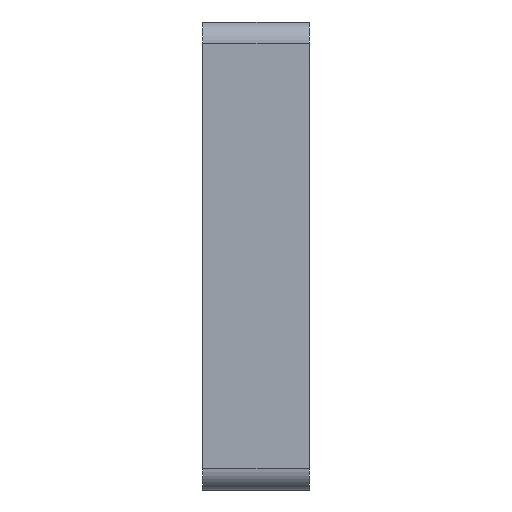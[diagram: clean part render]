
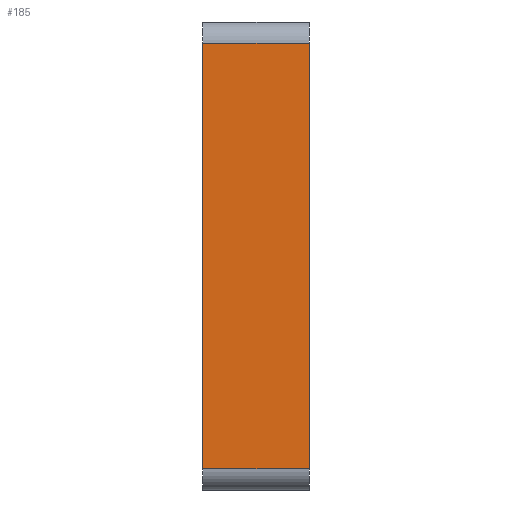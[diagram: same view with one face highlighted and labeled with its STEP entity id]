
A CAD part, left-side view. The second image highlights one B-rep face of the part: STEP entity #185.
In plain terms, the highlighted planar face has unit normal (-1, 0, 0).
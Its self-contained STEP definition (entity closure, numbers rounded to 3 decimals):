
#6 = VERTEX_POINT ( 'NONE', #853 ) ;
#32 = EDGE_CURVE ( 'NONE', #707, #6, #998, .T. ) ;
#40 = EDGE_LOOP ( 'NONE', ( #982, #188, #933, #49 ) ) ;
#49 = ORIENTED_EDGE ( 'NONE', *, *, #956, .T. ) ;
#132 = DIRECTION ( 'NONE',  ( 0., 0., -1. ) ) ;
#168 = CARTESIAN_POINT ( 'NONE',  ( -27.5, 0., -10. ) ) ;
#185 = ADVANCED_FACE ( 'NONE', ( #771 ), #377, .F. ) ;
#188 = ORIENTED_EDGE ( 'NONE', *, *, #973, .T. ) ;
#243 = CARTESIAN_POINT ( 'NONE',  ( -27.5, 5., 10. ) ) ;
#274 = DIRECTION ( 'NONE',  ( 0., 0., 1. ) ) ;
#303 = DIRECTION ( 'NONE',  ( 1., 0., 0. ) ) ;
#334 = LINE ( 'NONE', #644, #970 ) ;
#358 = CARTESIAN_POINT ( 'NONE',  ( -27.5, 5., 0. ) ) ;
#377 = PLANE ( 'NONE',  #738 ) ;
#511 = CARTESIAN_POINT ( 'NONE',  ( -27.5, 0., 0. ) ) ;
#550 = CARTESIAN_POINT ( 'NONE',  ( -27.5, 5., 0. ) ) ;
#569 = VERTEX_POINT ( 'NONE', #734 ) ;
#578 = EDGE_CURVE ( 'NONE', #569, #912, #934, .T. ) ;
#644 = CARTESIAN_POINT ( 'NONE',  ( -27.5, 5., 10. ) ) ;
#652 = VECTOR ( 'NONE', #847, 1000. ) ;
#658 = VECTOR ( 'NONE', #274, 1000. ) ;
#707 = VERTEX_POINT ( 'NONE', #809 ) ;
#732 = VECTOR ( 'NONE', #814, 1000. ) ;
#734 = CARTESIAN_POINT ( 'NONE',  ( -27.5, 5., -10. ) ) ;
#738 = AXIS2_PLACEMENT_3D ( 'NONE', #550, #303, #132 ) ;
#771 = FACE_OUTER_BOUND ( 'NONE', #40, .T. ) ;
#809 = CARTESIAN_POINT ( 'NONE',  ( -27.5, 0., -10. ) ) ;
#814 = DIRECTION ( 'NONE',  ( 0., -1., 0. ) ) ;
#847 = DIRECTION ( 'NONE',  ( 0., 0., 1. ) ) ;
#853 = CARTESIAN_POINT ( 'NONE',  ( -27.5, 0., 10. ) ) ;
#897 = LINE ( 'NONE', #168, #732 ) ;
#904 = DIRECTION ( 'NONE',  ( 0., 1., 0. ) ) ;
#912 = VERTEX_POINT ( 'NONE', #243 ) ;
#933 = ORIENTED_EDGE ( 'NONE', *, *, #578, .F. ) ;
#934 = LINE ( 'NONE', #358, #652 ) ;
#956 = EDGE_CURVE ( 'NONE', #569, #707, #897, .T. ) ;
#970 = VECTOR ( 'NONE', #904, 1000. ) ;
#973 = EDGE_CURVE ( 'NONE', #6, #912, #334, .T. ) ;
#982 = ORIENTED_EDGE ( 'NONE', *, *, #32, .T. ) ;
#998 = LINE ( 'NONE', #511, #658 ) ;
